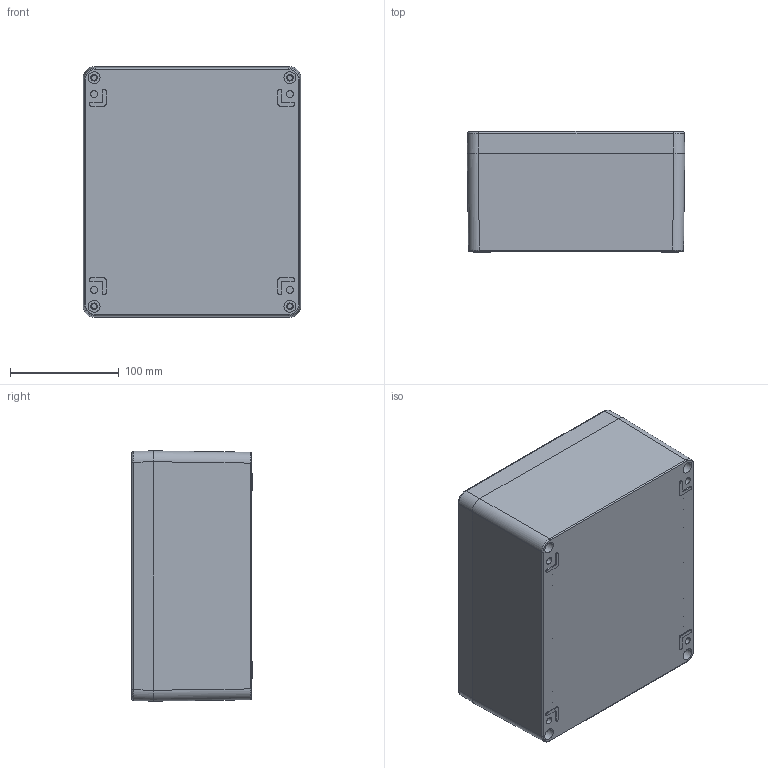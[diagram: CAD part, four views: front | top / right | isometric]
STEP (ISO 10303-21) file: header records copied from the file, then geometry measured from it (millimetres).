
FILE_DESCRIPTION((''),'2;1');
FILE_NAME('CA-350_ASM','2010-04-15T',('A.Kran'),(''),'PRO/ENGINEER BY PARAMETRIC TECHNOLOGY CORPORATION, 2005070','PRO/ENGINEER BY PARAMETRIC TECHNOLOGY CORPORATION, 2005070','');
FILE_SCHEMA(('AUTOMOTIVE_DESIGN_CC2 { 1 2 10303 214 -1 1 5 2 }'));
Length unit declared in the file: millimetre
Products named in the file (8): CA-350_UT_PRT; 9261018000; CA-350_UT_ASM; CA-350_CA-360_DE_PRT; 9261104000; CA-350_CA-360_DE_ASM; 9261021000; CA-350_ASM
Assembly tree (13 placements, depth 3):
  CA-350_ASM
    CA-350_UT_ASM
      CA-350_UT_PRT
      9261018000  x4
    CA-350_CA-360_DE_ASM
      CA-350_CA-360_DE_PRT
      9261104000
    9261021000  x4
Bounding box: 200 x 111 x 230 mm (x, y, z)
Volume: 927565.4 mm3; surface area: 400713.7 mm2
Topology: 16 solids, 43 shells, 1024 faces, 2721 edges, 1740 vertices
Faces by surface type: plane 440, cylinder 343, cone 191, bspline 27, torus 23
Entity records: 27117 total; most frequent: CARTESIAN_POINT 6035, DIRECTION 3369, ORIENTED_EDGE 3190, PRESENTATION_STYLE_ASSIGNMENT 1664, STYLED_ITEM 1664, CURVE_STYLE 1637, EDGE_CURVE 1637, AXIS2_PLACEMENT_3D 1281
